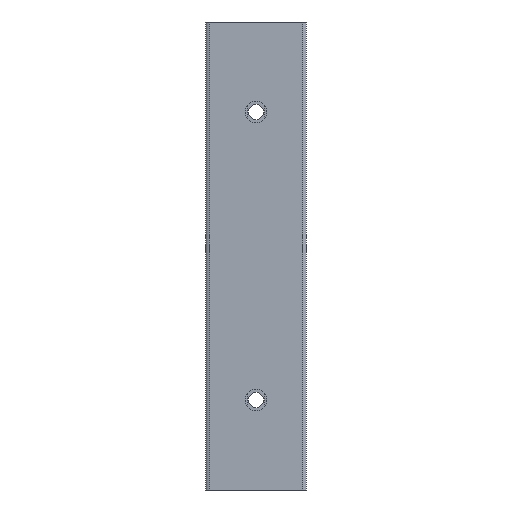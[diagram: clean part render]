
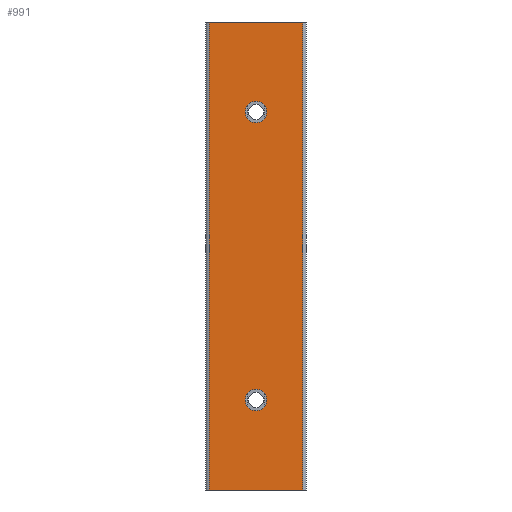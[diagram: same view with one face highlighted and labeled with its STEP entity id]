
A CAD part, left-side view. The second image highlights one B-rep face of the part: STEP entity #991.
In plain terms, the highlighted planar face has unit normal (-1, 0, 0).
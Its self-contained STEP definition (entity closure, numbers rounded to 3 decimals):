
#37 = EDGE_LOOP ( 'NONE', ( #1387, #1669, #319, #461 ) ) ;
#54 = VECTOR ( 'NONE', #2024, 1000. ) ;
#90 = DIRECTION ( 'NONE',  ( 1., 0., 0. ) ) ;
#96 = CARTESIAN_POINT ( 'NONE',  ( 0., 0., -105. ) ) ;
#108 = DIRECTION ( 'NONE',  ( -1., 0., 0. ) ) ;
#208 = EDGE_CURVE ( 'NONE', #1576, #1811, #1791, .T. ) ;
#212 = DIRECTION ( 'NONE',  ( 0., 0., 1. ) ) ;
#234 = VERTEX_POINT ( 'NONE', #1740 ) ;
#251 = LINE ( 'NONE', #587, #1794 ) ;
#300 = AXIS2_PLACEMENT_3D ( 'NONE', #1770, #2331, #538 ) ;
#319 = ORIENTED_EDGE ( 'NONE', *, *, #487, .T. ) ;
#330 = VERTEX_POINT ( 'NONE', #1281 ) ;
#411 = CIRCLE ( 'NONE', #1560, 3. ) ;
#454 = EDGE_CURVE ( 'NONE', #1858, #330, #1888, .T. ) ;
#459 = FACE_BOUND ( 'NONE', #1764, .T. ) ;
#461 = ORIENTED_EDGE ( 'NONE', *, *, #2023, .T. ) ;
#487 = EDGE_CURVE ( 'NONE', #1858, #234, #251, .T. ) ;
#538 = DIRECTION ( 'NONE',  ( 0., 0., -1. ) ) ;
#570 = CARTESIAN_POINT ( 'NONE',  ( 0., 13., 0. ) ) ;
#587 = CARTESIAN_POINT ( 'NONE',  ( 0., 13., -130. ) ) ;
#649 = DIRECTION ( 'NONE',  ( 0., -1., 0. ) ) ;
#679 = VECTOR ( 'NONE', #212, 1000. ) ;
#713 = VERTEX_POINT ( 'NONE', #1222 ) ;
#741 = CARTESIAN_POINT ( 'NONE',  ( 0., 0., -108. ) ) ;
#752 = ORIENTED_EDGE ( 'NONE', *, *, #208, .T. ) ;
#790 = ORIENTED_EDGE ( 'NONE', *, *, #1634, .T. ) ;
#823 = DIRECTION ( 'NONE',  ( 1., 0., 0. ) ) ;
#852 = ORIENTED_EDGE ( 'NONE', *, *, #1358, .T. ) ;
#929 = CARTESIAN_POINT ( 'NONE',  ( 0., 0., -22. ) ) ;
#959 = DIRECTION ( 'NONE',  ( 0., 0., -1. ) ) ;
#968 = DIRECTION ( 'NONE',  ( 0., 0., -1. ) ) ;
#970 = DIRECTION ( 'NONE',  ( 0., -1., 0. ) ) ;
#988 = DIRECTION ( 'NONE',  ( 0., 0., -1. ) ) ;
#991 = ADVANCED_FACE ( 'NONE', ( #459, #1180, #1924 ), #2306, .T. ) ;
#1089 = VERTEX_POINT ( 'NONE', #1617 ) ;
#1156 = VERTEX_POINT ( 'NONE', #929 ) ;
#1180 = FACE_BOUND ( 'NONE', #1290, .T. ) ;
#1181 = ORIENTED_EDGE ( 'NONE', *, *, #2155, .T. ) ;
#1222 = CARTESIAN_POINT ( 'NONE',  ( 0., -13., 0. ) ) ;
#1272 = DIRECTION ( 'NONE',  ( 1., 0., 0. ) ) ;
#1281 = CARTESIAN_POINT ( 'NONE',  ( 0., 13., 0. ) ) ;
#1290 = EDGE_LOOP ( 'NONE', ( #852, #1181 ) ) ;
#1302 = DIRECTION ( 'NONE',  ( 0., -1., 0. ) ) ;
#1331 = VECTOR ( 'NONE', #1302, 1000. ) ;
#1358 = EDGE_CURVE ( 'NONE', #1089, #1156, #411, .T. ) ;
#1386 = CARTESIAN_POINT ( 'NONE',  ( 0., 13., -130. ) ) ;
#1387 = ORIENTED_EDGE ( 'NONE', *, *, #1659, .F. ) ;
#1481 = CARTESIAN_POINT ( 'NONE',  ( 0., 0., -105. ) ) ;
#1534 = CARTESIAN_POINT ( 'NONE',  ( 0., 0., -25. ) ) ;
#1560 = AXIS2_PLACEMENT_3D ( 'NONE', #1534, #90, #968 ) ;
#1576 = VERTEX_POINT ( 'NONE', #741 ) ;
#1602 = AXIS2_PLACEMENT_3D ( 'NONE', #1481, #1272, #959 ) ;
#1617 = CARTESIAN_POINT ( 'NONE',  ( 0., 0., -28. ) ) ;
#1634 = EDGE_CURVE ( 'NONE', #1811, #1576, #1837, .T. ) ;
#1654 = CARTESIAN_POINT ( 'NONE',  ( 0., -13., -130. ) ) ;
#1659 = EDGE_CURVE ( 'NONE', #330, #713, #2223, .T. ) ;
#1669 = ORIENTED_EDGE ( 'NONE', *, *, #454, .F. ) ;
#1700 = CARTESIAN_POINT ( 'NONE',  ( 0., 13., -130. ) ) ;
#1740 = CARTESIAN_POINT ( 'NONE',  ( 0., -13., -130. ) ) ;
#1741 = CARTESIAN_POINT ( 'NONE',  ( 0., 0., -102. ) ) ;
#1744 = CARTESIAN_POINT ( 'NONE',  ( 0., 13., -130. ) ) ;
#1764 = EDGE_LOOP ( 'NONE', ( #752, #790 ) ) ;
#1770 = CARTESIAN_POINT ( 'NONE',  ( 0., 0., -25. ) ) ;
#1791 = CIRCLE ( 'NONE', #1834, 3. ) ;
#1794 = VECTOR ( 'NONE', #970, 1000. ) ;
#1811 = VERTEX_POINT ( 'NONE', #1741 ) ;
#1834 = AXIS2_PLACEMENT_3D ( 'NONE', #96, #823, #988 ) ;
#1837 = CIRCLE ( 'NONE', #1602, 3. ) ;
#1858 = VERTEX_POINT ( 'NONE', #1386 ) ;
#1888 = LINE ( 'NONE', #1700, #679 ) ;
#1924 = FACE_OUTER_BOUND ( 'NONE', #37, .T. ) ;
#2011 = LINE ( 'NONE', #1654, #54 ) ;
#2023 = EDGE_CURVE ( 'NONE', #234, #713, #2011, .T. ) ;
#2024 = DIRECTION ( 'NONE',  ( 0., 0., 1. ) ) ;
#2148 = CIRCLE ( 'NONE', #300, 3. ) ;
#2155 = EDGE_CURVE ( 'NONE', #1156, #1089, #2148, .T. ) ;
#2223 = LINE ( 'NONE', #570, #1331 ) ;
#2306 = PLANE ( 'NONE',  #2333 ) ;
#2331 = DIRECTION ( 'NONE',  ( 1., 0., 0. ) ) ;
#2333 = AXIS2_PLACEMENT_3D ( 'NONE', #1744, #108, #649 ) ;
